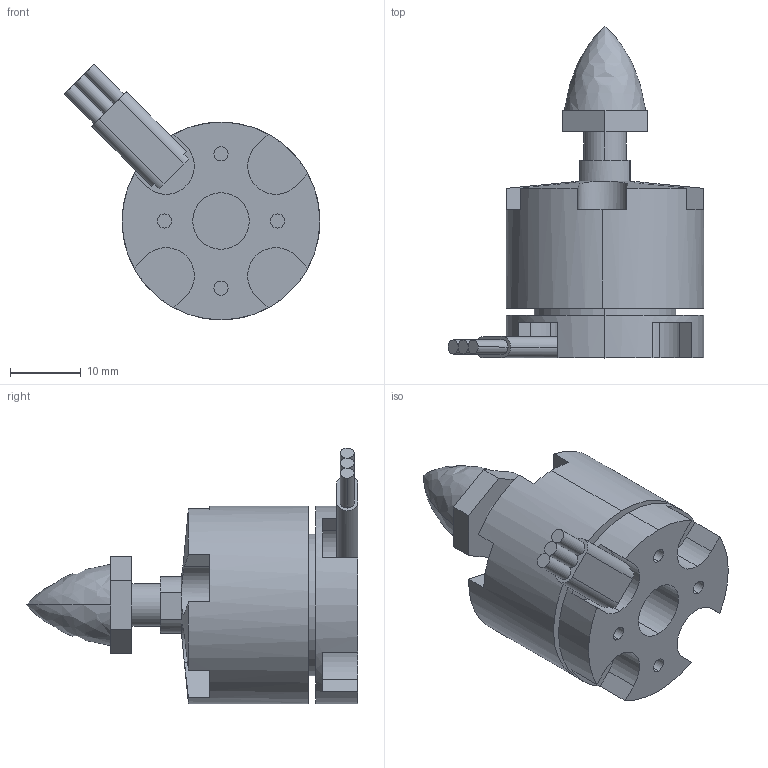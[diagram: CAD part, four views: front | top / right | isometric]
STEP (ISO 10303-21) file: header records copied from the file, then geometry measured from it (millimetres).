
FILE_DESCRIPTION (( 'STEP AP214' ), '1' );
FILE_NAME ('User Library-emaxmodel-mt2213.STEP', '2024-10-09T19:22:08', ( '' ), ( '' ), 'SwSTEP 2.0', 'SolidWorks 2022', '' );
FILE_SCHEMA (( 'AUTOMOTIVE_DESIGN' ));
Length unit declared in the file: millimetre
Products named in the file (5): User Library-emaxmodel-mt2213; emaxmodel-mt2213-cone_По умолчанию; emaxmodel-mt2213-rotor_По умолчанию; wires_По умолчанию; emaxmodel-mt2213-stator_По умолчанию
Assembly tree (4 placements, depth 2):
  User Library-emaxmodel-mt2213
    emaxmodel-mt2213-stator_По умолчанию
    emaxmodel-mt2213-rotor_По умолчанию
    emaxmodel-mt2213-cone_По умолчанию
    wires_По умолчанию
Bounding box: 36.21 x 47 x 36.21 mm (x, y, z)
Volume: 11449.9 mm3; surface area: 8424.4 mm2
Topology: 7 solids, 7 shells, 120 faces, 303 edges, 194 vertices
Faces by surface type: plane 65, cylinder 47, cone 6, bspline 2
Entity records: 4263 total; most frequent: CARTESIAN_POINT 848, DIRECTION 655, ORIENTED_EDGE 602, EDGE_CURVE 301, AXIS2_PLACEMENT_3D 253, VERTEX_POINT 194, LINE 149, VECTOR 149
